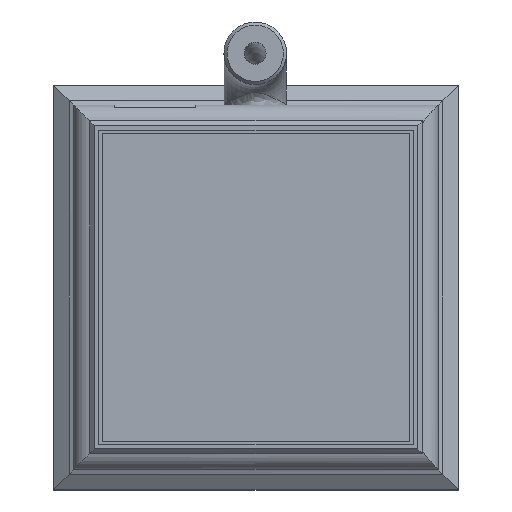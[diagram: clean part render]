
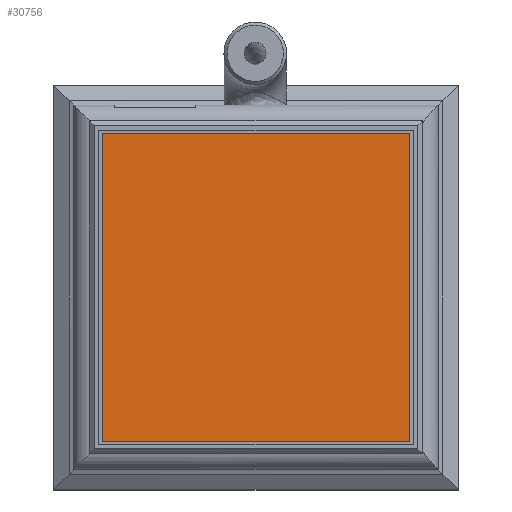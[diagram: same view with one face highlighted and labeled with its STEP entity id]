
A CAD part, top view. The second image highlights one B-rep face of the part: STEP entity #30756.
In plain terms, the highlighted planar face has unit normal (0, 0, 1).
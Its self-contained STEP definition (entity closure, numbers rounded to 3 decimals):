
#29598 = VERTEX_POINT('',#29599);
#29599 = CARTESIAN_POINT('',(99.5,99.5,-59.6));
#29605 = EDGE_CURVE('',#29606,#29598,#29608,.T.);
#29606 = VERTEX_POINT('',#29607);
#29607 = CARTESIAN_POINT('',(99.5,1.,-59.6));
#29608 = LINE('',#29609,#29610);
#29609 = CARTESIAN_POINT('',(99.5,1.,-59.6));
#29610 = VECTOR('',#29611,1.);
#29611 = DIRECTION('',(0.,1.,0.));
#29629 = VERTEX_POINT('',#29630);
#29630 = CARTESIAN_POINT('',(1.,99.5,-59.6));
#29636 = EDGE_CURVE('',#29598,#29629,#29637,.T.);
#29637 = LINE('',#29638,#29639);
#29638 = CARTESIAN_POINT('',(99.5,99.5,-59.6));
#29639 = VECTOR('',#29640,1.);
#29640 = DIRECTION('',(-1.,0.,0.));
#30756 = ADVANCED_FACE('',(#30757),#30775,.F.);
#30757 = FACE_BOUND('',#30758,.T.);
#30758 = EDGE_LOOP('',(#30759,#30767,#30773,#30774));
#30759 = ORIENTED_EDGE('',*,*,#30760,.T.);
#30760 = EDGE_CURVE('',#29629,#30761,#30763,.T.);
#30761 = VERTEX_POINT('',#30762);
#30762 = CARTESIAN_POINT('',(1.,1.,-59.6));
#30763 = LINE('',#30764,#30765);
#30764 = CARTESIAN_POINT('',(1.,99.5,-59.6));
#30765 = VECTOR('',#30766,1.);
#30766 = DIRECTION('',(0.,-1.,0.));
#30767 = ORIENTED_EDGE('',*,*,#30768,.T.);
#30768 = EDGE_CURVE('',#30761,#29606,#30769,.T.);
#30769 = LINE('',#30770,#30771);
#30770 = CARTESIAN_POINT('',(1.,1.,-59.6));
#30771 = VECTOR('',#30772,1.);
#30772 = DIRECTION('',(1.,0.,0.));
#30773 = ORIENTED_EDGE('',*,*,#29605,.T.);
#30774 = ORIENTED_EDGE('',*,*,#29636,.T.);
#30775 = PLANE('',#30776);
#30776 = AXIS2_PLACEMENT_3D('',#30777,#30778,#30779);
#30777 = CARTESIAN_POINT('',(50.25,50.25,-59.6));
#30778 = DIRECTION('',(0.,0.,-1.));
#30779 = DIRECTION('',(1.,0.,0.));
